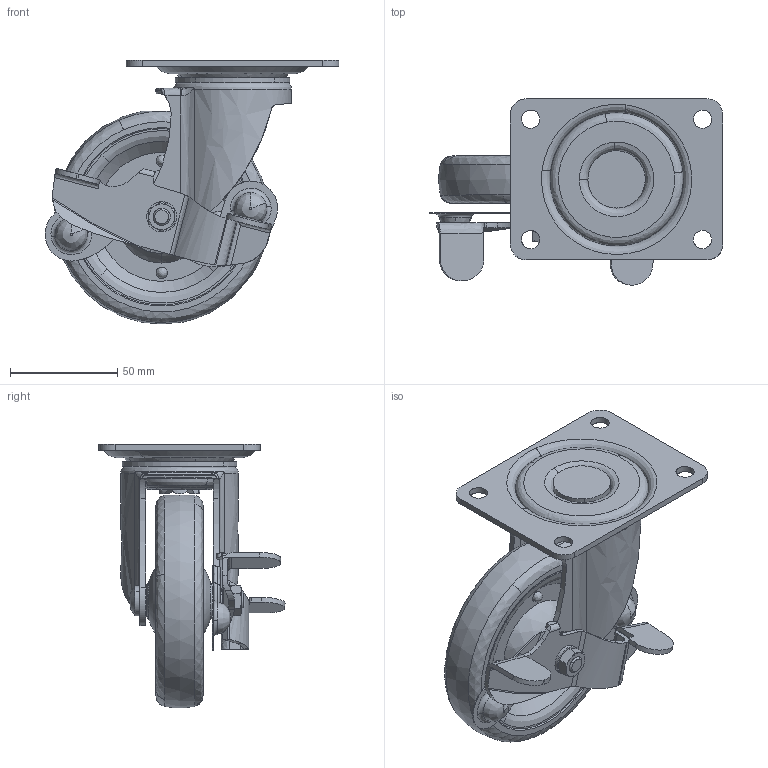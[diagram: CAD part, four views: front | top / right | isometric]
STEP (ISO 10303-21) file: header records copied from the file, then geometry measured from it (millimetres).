
FILE_DESCRIPTION((''),'2;1');
FILE_NAME('','2006-01-18T12:51:02',(''),(''),'','CADfix','');
FILE_SCHEMA(('AUTOMOTIVE_DESIGN'));
Length unit declared in the file: millimetre
Products named in the file (8): wheel; plate; mounting plate; main shaft; lever; body; axle; No_107S_2892_36
Assembly tree (7 placements, depth 2):
  No_107S_2892_36
    wheel
    plate
    mounting plate
    main shaft
    lever
    body
    axle
Bounding box: 136.79 x 86.62 x 122.9 mm (x, y, z)
Volume: 214971.9 mm3; surface area: 80827.1 mm2
Topology: 7 solids, 7 shells, 374 faces, 1255 edges, 925 vertices
Faces by surface type: bspline 374
Entity records: 21444 total; most frequent: CARTESIAN_POINT 13950, ORIENTED_EDGE 2506, EDGE_CURVE 1253, VERTEX_POINT 925, B_SPLINE_CURVE_WITH_KNOTS 920, EDGE_LOOP 428, FACE_OUTER_BOUND 374, ADVANCED_FACE 374
